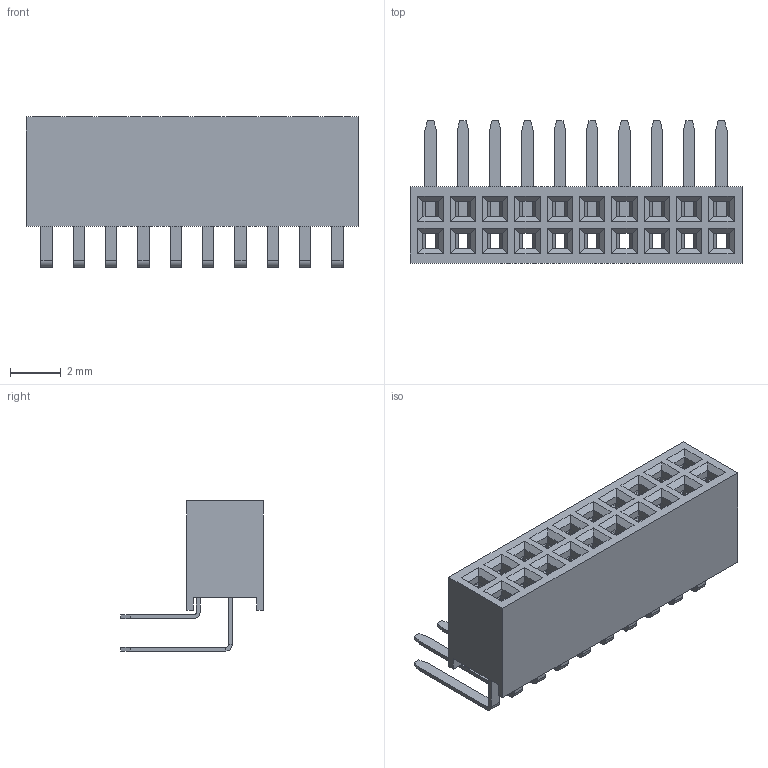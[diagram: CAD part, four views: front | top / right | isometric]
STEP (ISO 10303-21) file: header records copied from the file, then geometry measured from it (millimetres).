
FILE_DESCRIPTION (( 'STEP AP214' ), '1' );
FILE_NAME ('FFH12712-D20B1014K6K-REF.STEP', '2025-11-27T02:03:23', ( '' ), ( '' ), 'SwSTEP 2.0', 'SolidWorks 2021', '' );
FILE_SCHEMA (( 'AUTOMOTIVE_DESIGN' ));
Length unit declared in the file: millimetre
Products named in the file (1): FFH12712-D20B1014K6K-REF
Bounding box: 13.05 x 5.6 x 5.9 mm (x, y, z)
Volume: 112.6 mm3; surface area: 696.9 mm2
Topology: 1 solids, 1 shells, 1310 faces, 3464 edges, 2136 vertices
Faces by surface type: plane 1070, cylinder 240
Entity records: 39722 total; most frequent: ORIENTED_EDGE 6928, CARTESIAN_POINT 6911, DIRECTION 6566, EDGE_CURVE 3464, LINE 2984, VECTOR 2984, VERTEX_POINT 2136, AXIS2_PLACEMENT_3D 1791
